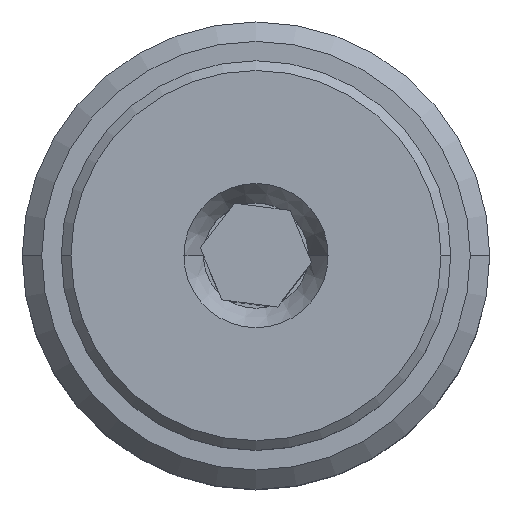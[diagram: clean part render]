
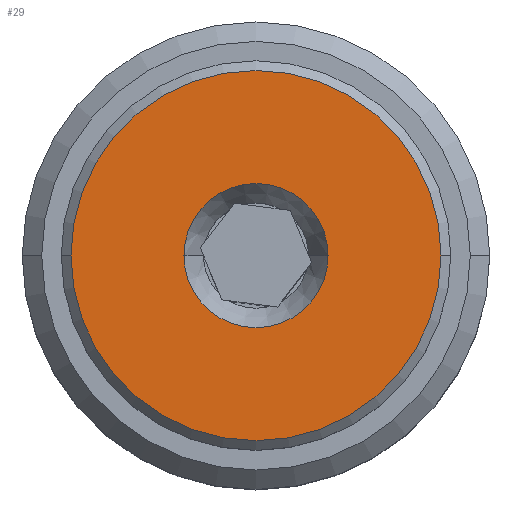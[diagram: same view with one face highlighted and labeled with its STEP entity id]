
A CAD part, top view. The second image highlights one B-rep face of the part: STEP entity #29.
In plain terms, the highlighted planar face has unit normal (0, 0, 1).
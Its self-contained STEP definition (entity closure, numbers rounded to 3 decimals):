
#3 = DIRECTION ( 'NONE',  ( 1., 0., 0. ) ) ;
#7 = FACE_BOUND ( 'NONE', #13, .T. ) ;
#13 = EDGE_LOOP ( 'NONE', ( #371, #719 ) ) ;
#29 = ADVANCED_FACE ( 'NONE', ( #7, #847 ), #687, .T. ) ;
#58 = AXIS2_PLACEMENT_3D ( 'NONE', #624, #933, #3 ) ;
#87 = EDGE_CURVE ( 'NONE', #828, #149, #723, .T. ) ;
#120 = DIRECTION ( 'NONE',  ( 0., 0., 1. ) ) ;
#131 = CARTESIAN_POINT ( 'NONE',  ( 4.75, 0., 10. ) ) ;
#149 = VERTEX_POINT ( 'NONE', #803 ) ;
#158 = DIRECTION ( 'NONE',  ( 1., 0., 0. ) ) ;
#192 = EDGE_CURVE ( 'NONE', #499, #816, #770, .T. ) ;
#223 = EDGE_CURVE ( 'NONE', #816, #499, #596, .T. ) ;
#280 = CARTESIAN_POINT ( 'NONE',  ( -4.75, 0., 10. ) ) ;
#326 = CARTESIAN_POINT ( 'NONE',  ( 0., 0., 10. ) ) ;
#360 = AXIS2_PLACEMENT_3D ( 'NONE', #764, #384, #369 ) ;
#369 = DIRECTION ( 'NONE',  ( 1., 0., 0. ) ) ;
#371 = ORIENTED_EDGE ( 'NONE', *, *, #87, .T. ) ;
#384 = DIRECTION ( 'NONE',  ( 0., 0., -1. ) ) ;
#436 = CARTESIAN_POINT ( 'NONE',  ( 1.85, 0., 10. ) ) ;
#442 = ORIENTED_EDGE ( 'NONE', *, *, #223, .T. ) ;
#487 = CARTESIAN_POINT ( 'NONE',  ( 0., 0., 10. ) ) ;
#499 = VERTEX_POINT ( 'NONE', #280 ) ;
#528 = EDGE_CURVE ( 'NONE', #149, #828, #626, .T. ) ;
#563 = DIRECTION ( 'NONE',  ( 1., 0., 0. ) ) ;
#596 = CIRCLE ( 'NONE', #870, 4.75 ) ;
#624 = CARTESIAN_POINT ( 'NONE',  ( 0., 0., 10. ) ) ;
#626 = CIRCLE ( 'NONE', #360, 1.85 ) ;
#687 = PLANE ( 'NONE',  #739 ) ;
#700 = ORIENTED_EDGE ( 'NONE', *, *, #192, .T. ) ;
#719 = ORIENTED_EDGE ( 'NONE', *, *, #528, .T. ) ;
#723 = CIRCLE ( 'NONE', #58, 1.85 ) ;
#739 = AXIS2_PLACEMENT_3D ( 'NONE', #768, #759, #158 ) ;
#759 = DIRECTION ( 'NONE',  ( 0., 0., 1. ) ) ;
#764 = CARTESIAN_POINT ( 'NONE',  ( 0., 0., 10. ) ) ;
#768 = CARTESIAN_POINT ( 'NONE',  ( 0., 0., 10. ) ) ;
#770 = CIRCLE ( 'NONE', #807, 4.75 ) ;
#803 = CARTESIAN_POINT ( 'NONE',  ( -1.85, 0., 10. ) ) ;
#807 = AXIS2_PLACEMENT_3D ( 'NONE', #326, #866, #877 ) ;
#816 = VERTEX_POINT ( 'NONE', #131 ) ;
#828 = VERTEX_POINT ( 'NONE', #436 ) ;
#847 = FACE_OUTER_BOUND ( 'NONE', #885, .T. ) ;
#866 = DIRECTION ( 'NONE',  ( 0., 0., 1. ) ) ;
#870 = AXIS2_PLACEMENT_3D ( 'NONE', #487, #120, #563 ) ;
#877 = DIRECTION ( 'NONE',  ( 1., 0., 0. ) ) ;
#885 = EDGE_LOOP ( 'NONE', ( #700, #442 ) ) ;
#933 = DIRECTION ( 'NONE',  ( 0., 0., -1. ) ) ;
